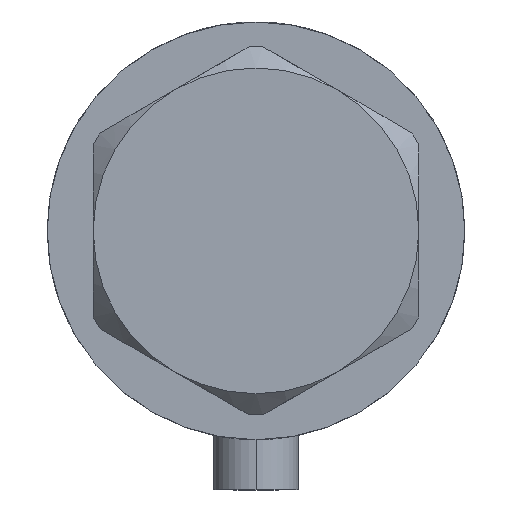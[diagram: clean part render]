
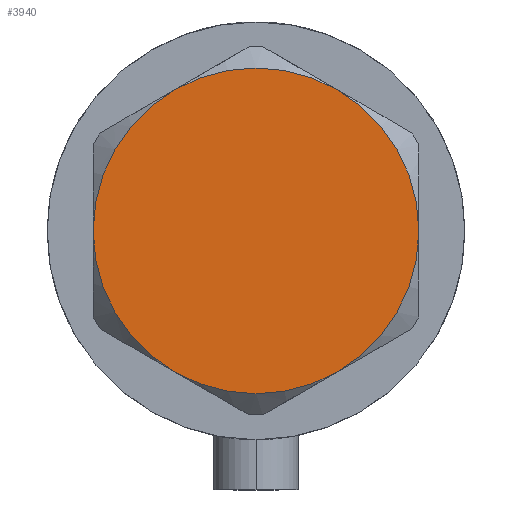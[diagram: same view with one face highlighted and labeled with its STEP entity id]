
A CAD part, left-side view. The second image highlights one B-rep face of the part: STEP entity #3940.
In plain terms, the highlighted face is planar.
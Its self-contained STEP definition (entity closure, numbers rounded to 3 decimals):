
#31 = CARTESIAN_POINT ( 'NONE',  ( 0., 0., 13. ) ) ;
#39 = CIRCLE ( 'NONE', #3358, 23. ) ;
#54 = EDGE_CURVE ( 'NONE', #2309, #781, #3114, .T. ) ;
#74 = DIRECTION ( 'NONE',  ( 1., 0., 0. ) ) ;
#145 = CARTESIAN_POINT ( 'NONE',  ( 0., 0., 13. ) ) ;
#168 = DIRECTION ( 'NONE',  ( 0., 0., 1. ) ) ;
#241 = EDGE_CURVE ( 'NONE', #1840, #3411, #1348, .T. ) ;
#289 = CARTESIAN_POINT ( 'NONE',  ( -11.5, 19.919, 13. ) ) ;
#440 = CARTESIAN_POINT ( 'NONE',  ( 0., 0., 13. ) ) ;
#568 = EDGE_CURVE ( 'NONE', #2910, #2309, #2044, .T. ) ;
#626 = CARTESIAN_POINT ( 'NONE',  ( -23., 0., 13. ) ) ;
#781 = VERTEX_POINT ( 'NONE', #4380 ) ;
#1229 = CARTESIAN_POINT ( 'NONE',  ( -11.5, -19.919, 13. ) ) ;
#1269 = ORIENTED_EDGE ( 'NONE', *, *, #54, .T. ) ;
#1281 = AXIS2_PLACEMENT_3D ( 'NONE', #31, #2282, #2984 ) ;
#1348 = CIRCLE ( 'NONE', #2120, 23. ) ;
#1426 = CARTESIAN_POINT ( 'NONE',  ( 11.5, 19.919, 13. ) ) ;
#1445 = EDGE_CURVE ( 'NONE', #781, #1840, #2735, .T. ) ;
#1780 = CARTESIAN_POINT ( 'NONE',  ( 0., 0., 13. ) ) ;
#1840 = VERTEX_POINT ( 'NONE', #1426 ) ;
#1854 = DIRECTION ( 'NONE',  ( 1., 0., 0. ) ) ;
#1970 = FACE_OUTER_BOUND ( 'NONE', #3530, .T. ) ;
#2042 = EDGE_CURVE ( 'NONE', #3411, #4430, #39, .T. ) ;
#2044 = CIRCLE ( 'NONE', #4752, 23. ) ;
#2120 = AXIS2_PLACEMENT_3D ( 'NONE', #2928, #4128, #1854 ) ;
#2275 = DIRECTION ( 'NONE',  ( 0., 0., 1. ) ) ;
#2282 = DIRECTION ( 'NONE',  ( 0., 0., 1. ) ) ;
#2309 = VERTEX_POINT ( 'NONE', #3014 ) ;
#2575 = AXIS2_PLACEMENT_3D ( 'NONE', #1780, #4722, #4276 ) ;
#2701 = DIRECTION ( 'NONE',  ( 1., 0., 0. ) ) ;
#2726 = ORIENTED_EDGE ( 'NONE', *, *, #241, .T. ) ;
#2735 = CIRCLE ( 'NONE', #1281, 23. ) ;
#2906 = CARTESIAN_POINT ( 'NONE',  ( 0., 0., 13. ) ) ;
#2910 = VERTEX_POINT ( 'NONE', #1229 ) ;
#2928 = CARTESIAN_POINT ( 'NONE',  ( 0., 0., 13. ) ) ;
#2984 = DIRECTION ( 'NONE',  ( 1., 0., 0. ) ) ;
#3007 = ORIENTED_EDGE ( 'NONE', *, *, #2042, .T. ) ;
#3014 = CARTESIAN_POINT ( 'NONE',  ( 11.5, -19.919, 13. ) ) ;
#3114 = CIRCLE ( 'NONE', #2575, 23. ) ;
#3334 = ORIENTED_EDGE ( 'NONE', *, *, #1445, .T. ) ;
#3358 = AXIS2_PLACEMENT_3D ( 'NONE', #440, #2275, #74 ) ;
#3411 = VERTEX_POINT ( 'NONE', #289 ) ;
#3430 = DIRECTION ( 'NONE',  ( 1., 0., 0. ) ) ;
#3448 = AXIS2_PLACEMENT_3D ( 'NONE', #3849, #4570, #3430 ) ;
#3481 = PLANE ( 'NONE',  #3448 ) ;
#3530 = EDGE_LOOP ( 'NONE', ( #1269, #3334, #2726, #3007, #3857, #4289 ) ) ;
#3577 = DIRECTION ( 'NONE',  ( 0., 0., 1. ) ) ;
#3635 = DIRECTION ( 'NONE',  ( 1., 0., 0. ) ) ;
#3849 = CARTESIAN_POINT ( 'NONE',  ( 0., 0., 13. ) ) ;
#3857 = ORIENTED_EDGE ( 'NONE', *, *, #4136, .T. ) ;
#3940 = ADVANCED_FACE ( 'NONE', ( #1970 ), #3481, .T. ) ;
#4128 = DIRECTION ( 'NONE',  ( 0., 0., 1. ) ) ;
#4136 = EDGE_CURVE ( 'NONE', #4430, #2910, #4308, .T. ) ;
#4276 = DIRECTION ( 'NONE',  ( 1., 0., 0. ) ) ;
#4289 = ORIENTED_EDGE ( 'NONE', *, *, #568, .T. ) ;
#4308 = CIRCLE ( 'NONE', #4777, 23. ) ;
#4380 = CARTESIAN_POINT ( 'NONE',  ( 23., 0., 13. ) ) ;
#4430 = VERTEX_POINT ( 'NONE', #626 ) ;
#4570 = DIRECTION ( 'NONE',  ( 0., 0., 1. ) ) ;
#4722 = DIRECTION ( 'NONE',  ( 0., 0., 1. ) ) ;
#4752 = AXIS2_PLACEMENT_3D ( 'NONE', #145, #168, #2701 ) ;
#4777 = AXIS2_PLACEMENT_3D ( 'NONE', #2906, #3577, #3635 ) ;
